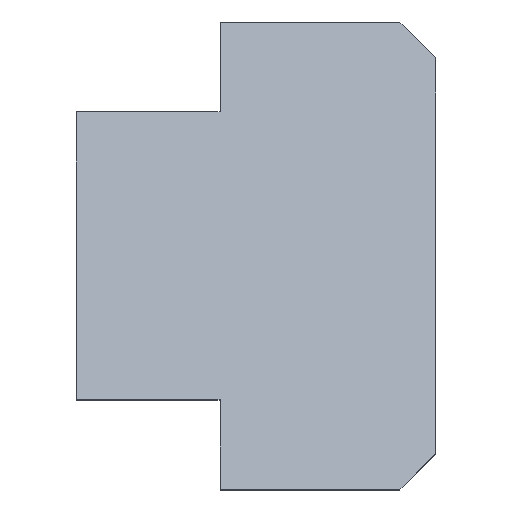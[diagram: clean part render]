
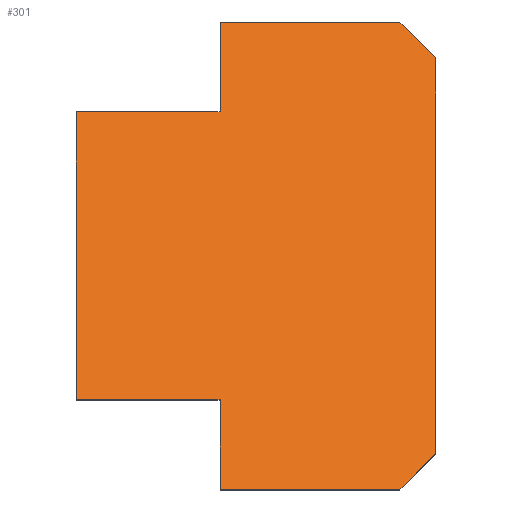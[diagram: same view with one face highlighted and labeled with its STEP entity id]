
A CAD part, top view. The second image highlights one B-rep face of the part: STEP entity #301.
In plain terms, the highlighted planar face has unit normal (0, 0.5, 0.866).
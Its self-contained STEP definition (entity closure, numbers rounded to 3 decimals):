
#37=VECTOR('',#331,1.);
#41=VECTOR('',#336,1.);
#44=VECTOR('',#340,1.);
#47=VECTOR('',#344,1.);
#50=VECTOR('',#348,1.);
#53=VECTOR('',#356,1.);
#56=VECTOR('',#360,1.);
#59=VECTOR('',#364,1.);
#62=VECTOR('',#368,1.);
#65=VECTOR('',#372,1.);
#70=LINE('',#394,#37);
#74=LINE('',#403,#41);
#77=LINE('',#409,#44);
#80=LINE('',#415,#47);
#83=LINE('',#421,#50);
#86=LINE('',#431,#53);
#89=LINE('',#437,#56);
#92=LINE('',#443,#59);
#95=LINE('',#449,#62);
#98=LINE('',#455,#65);
#105=VERTEX_POINT('',#395);
#106=VERTEX_POINT('',#396);
#109=VERTEX_POINT('',#404);
#111=VERTEX_POINT('',#410);
#113=VERTEX_POINT('',#416);
#115=VERTEX_POINT('',#422);
#119=VERTEX_POINT('',#432);
#121=VERTEX_POINT('',#438);
#123=VERTEX_POINT('',#444);
#125=VERTEX_POINT('',#450);
#138=EDGE_CURVE('',#105,#106,#70,.T.);
#142=EDGE_CURVE('',#106,#109,#74,.T.);
#145=EDGE_CURVE('',#109,#111,#77,.T.);
#148=EDGE_CURVE('',#111,#113,#80,.T.);
#151=EDGE_CURVE('',#113,#115,#83,.T.);
#156=EDGE_CURVE('',#115,#119,#86,.T.);
#159=EDGE_CURVE('',#119,#121,#89,.T.);
#162=EDGE_CURVE('',#121,#123,#92,.T.);
#165=EDGE_CURVE('',#123,#125,#95,.T.);
#168=EDGE_CURVE('',#125,#105,#98,.T.);
#230=ORIENTED_EDGE('',*,*,#138,.T.);
#231=ORIENTED_EDGE('',*,*,#142,.T.);
#232=ORIENTED_EDGE('',*,*,#145,.T.);
#233=ORIENTED_EDGE('',*,*,#148,.T.);
#234=ORIENTED_EDGE('',*,*,#151,.T.);
#235=ORIENTED_EDGE('',*,*,#156,.T.);
#236=ORIENTED_EDGE('',*,*,#159,.T.);
#237=ORIENTED_EDGE('',*,*,#162,.T.);
#238=ORIENTED_EDGE('',*,*,#165,.T.);
#239=ORIENTED_EDGE('',*,*,#168,.T.);
#269=EDGE_LOOP('',(#230,#231,#232,#233,#234,#235,#236,#237,#238,#239));
#286=FACE_BOUND('',#269,.T.);
#301=ADVANCED_FACE('',(#286),#481,.T.);
#320=AXIS2_PLACEMENT_3D('',#458,#375,$);
#331=DIRECTION('',(0.,-0.866,0.5));
#336=DIRECTION('',(1.,0.,0.));
#340=DIRECTION('',(0.,-0.866,0.5));
#344=DIRECTION('',(1.,0.,0.));
#348=DIRECTION('',(0.655,0.655,-0.378));
#356=DIRECTION('',(0.,0.866,-0.5));
#360=DIRECTION('',(-0.655,0.655,-0.378));
#364=DIRECTION('',(-1.,0.,0.));
#368=DIRECTION('',(0.,-0.866,0.5));
#372=DIRECTION('',(-1.,0.,0.));
#375=DIRECTION('',(0.,0.5,0.866));
#394=CARTESIAN_POINT('',(-4.,4.,2.309));
#395=CARTESIAN_POINT('',(-4.,4.,2.309));
#396=CARTESIAN_POINT('',(-4.,-4.,6.928));
#403=CARTESIAN_POINT('',(-4.,-4.,6.928));
#404=CARTESIAN_POINT('',(0.,-4.,6.928));
#409=CARTESIAN_POINT('',(0.,-4.,6.928));
#410=CARTESIAN_POINT('',(0.,-6.5,8.372));
#415=CARTESIAN_POINT('',(0.,-6.5,8.372));
#416=CARTESIAN_POINT('',(5.,-6.5,8.372));
#421=CARTESIAN_POINT('',(5.,-6.5,8.372));
#422=CARTESIAN_POINT('',(6.,-5.5,7.794));
#431=CARTESIAN_POINT('',(6.,-5.5,7.794));
#432=CARTESIAN_POINT('',(6.,5.5,1.443));
#437=CARTESIAN_POINT('',(6.,5.5,1.443));
#438=CARTESIAN_POINT('',(5.,6.5,0.866));
#443=CARTESIAN_POINT('',(5.,6.5,0.866));
#444=CARTESIAN_POINT('',(0.,6.5,0.866));
#449=CARTESIAN_POINT('',(0.,6.5,0.866));
#450=CARTESIAN_POINT('',(0.,4.,2.309));
#455=CARTESIAN_POINT('',(0.,4.,2.309));
#458=CARTESIAN_POINT('',(10.,-7.5,8.949));
#481=PLANE('',#320);
